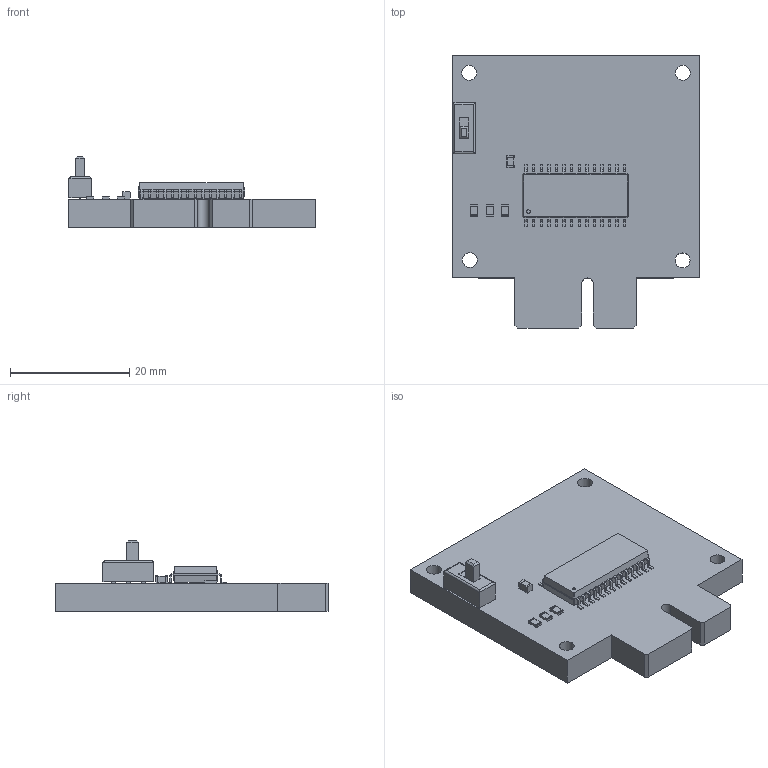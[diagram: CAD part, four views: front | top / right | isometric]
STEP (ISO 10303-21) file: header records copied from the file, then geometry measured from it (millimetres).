
FILE_DESCRIPTION(('FreeCAD Model'),'2;1');
FILE_NAME('Open CASCADE Shape Model','2022-03-01T08:12:55',('Author'),( ''),'Open CASCADE STEP processor 7.4','FreeCAD','Unknown');
FILE_SCHEMA(('AUTOMOTIVE_DESIGN { 1 0 10303 214 1 1 1 1 }'));
Length unit declared in the file: millimetre
Products named in the file (11): ROM-Cartridge; Board_Geoms_d39e; Pcb_d39e; Step_Models_d39e; Top_d39e; R3_R_0805_2012Metric_8d662cdc7205; SW1_Interruptor_d2ab781dca77; C1_C_0805_2012Metric_57b873dc7873; R2_R_0805_2012Metric_609f6a24ed2e; R1_R_0805_2012Metric_a47208e28c63; U1_SOIC_28W_75x179mm_P127mm_4ae6fee44b5d
Assembly tree (10 placements, depth 4):
  ROM-Cartridge
    Board_Geoms_d39e
      Pcb_d39e
    Step_Models_d39e
      Top_d39e
        R3_R_0805_2012Metric_8d662cdc7205
        SW1_Interruptor_d2ab781dca77
        C1_C_0805_2012Metric_57b873dc7873
        R2_R_0805_2012Metric_609f6a24ed2e
        R1_R_0805_2012Metric_a47208e28c63
        U1_SOIC_28W_75x179mm_P127mm_4ae6fee44b5d
Bounding box: 41.42 x 45.59 x 11.84 mm (x, y, z)
Volume: 8311.4 mm3; surface area: 5109.5 mm2
Topology: 7 solids, 7 shells, 632 faces, 1674 edges, 1064 vertices
Faces by surface type: plane 413, cylinder 167, bspline 52
Full cylindrical faces by diameter (mm): 0.6 x1, 0.762 x3, 2.5 x4
Entity records: 23686 total; most frequent: CARTESIAN_POINT 3581, ORIENTED_EDGE 3348, DIRECTION 3146, EDGE_CURVE 1674, LINE 1312, VECTOR 1312, VERTEX_POINT 1064, AXIS2_PLACEMENT_3D 917
